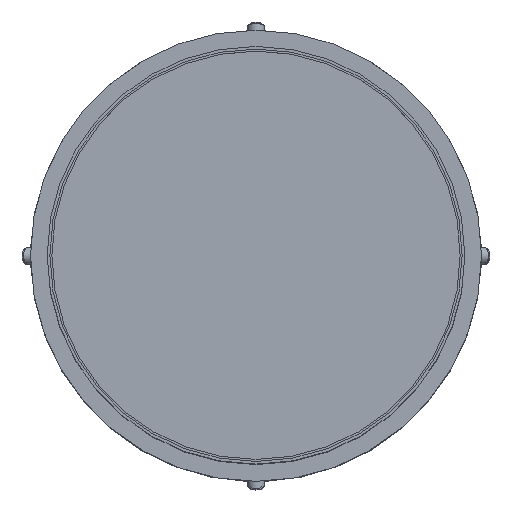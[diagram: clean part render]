
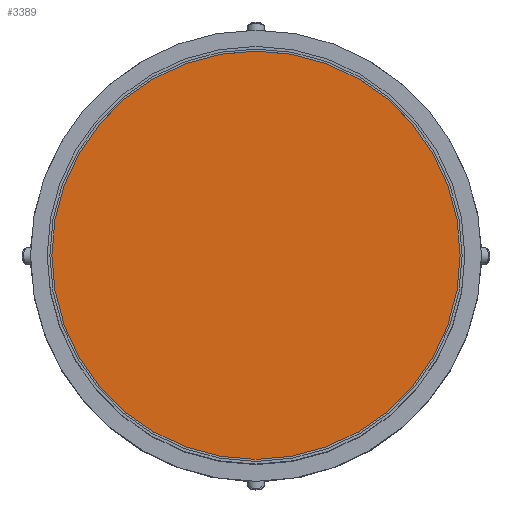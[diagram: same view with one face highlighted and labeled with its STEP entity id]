
A CAD part, top view. The second image highlights one B-rep face of the part: STEP entity #3389.
In plain terms, the highlighted planar face has unit normal (0, 0, 1).
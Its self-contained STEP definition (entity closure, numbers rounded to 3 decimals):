
#278=CIRCLE('',#3767,611.);
#389=PLANE('',#3766);
#574=FACE_OUTER_BOUND('',#833,.T.);
#833=EDGE_LOOP('',(#3089));
#1700=VERTEX_POINT('',#6952);
#2166=EDGE_CURVE('',#1700,#1700,#278,.T.);
#3089=ORIENTED_EDGE('',*,*,#2166,.T.);
#3389=ADVANCED_FACE('',(#574),#389,.T.);
#3766=AXIS2_PLACEMENT_3D('',#6951,#4682,#4683);
#3767=AXIS2_PLACEMENT_3D('',#6953,#4684,#4685);
#4682=DIRECTION('center_axis',(0.,0.,1.));
#4683=DIRECTION('ref_axis',(1.,0.,0.));
#4684=DIRECTION('center_axis',(0.,0.,1.));
#4685=DIRECTION('ref_axis',(-1.,0.,0.));
#6951=CARTESIAN_POINT('Origin',(0.,0.,1452.5));
#6952=CARTESIAN_POINT('',(611.,0.,1452.5));
#6953=CARTESIAN_POINT('Origin',(0.,0.,1452.5));
